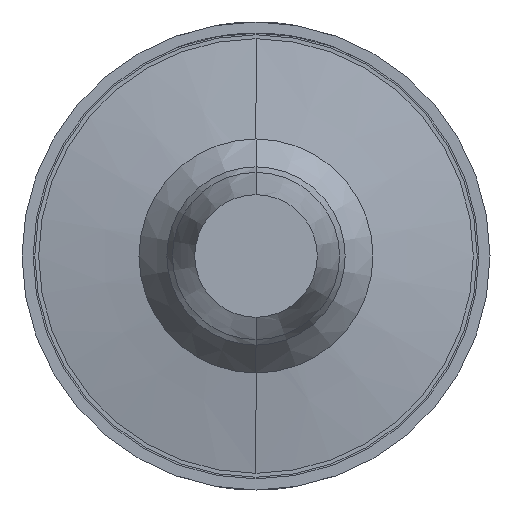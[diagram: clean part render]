
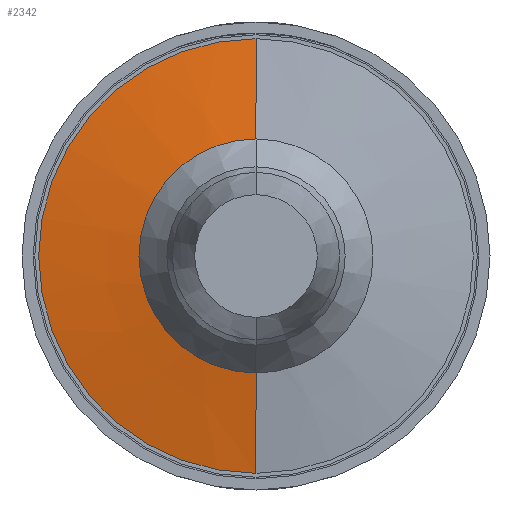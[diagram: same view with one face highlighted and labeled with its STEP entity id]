
A CAD part, front view. The second image highlights one B-rep face of the part: STEP entity #2342.
In plain terms, the highlighted conical face has half-angle 80.134 degrees and reference radius 0.8 mm.
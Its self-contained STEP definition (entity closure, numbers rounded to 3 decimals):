
#141 = CIRCLE ( 'NONE', #6496, 0.8 ) ;
#195 = CARTESIAN_POINT ( 'NONE',  ( 0., -41.6, -0.8 ) ) ;
#245 = ORIENTED_EDGE ( 'NONE', *, *, #5527, .T. ) ;
#715 = DIRECTION ( 'NONE',  ( 0., -1., 0. ) ) ;
#814 = DIRECTION ( 'NONE',  ( 0., -1., 0. ) ) ;
#1207 = VECTOR ( 'NONE', #6070, 1000. ) ;
#1368 = EDGE_CURVE ( 'Defeature ausgef�hrt1_23+Defeature ausgef�hrt1_22+Defeature ausgef�hrt1_22+Defeature ausgef�hrt1_22', #5767, #2294, #4210, .T. ) ;
#1445 = ORIENTED_EDGE ( 'NONE', *, *, #3915, .F. ) ;
#1752 = ORIENTED_EDGE ( 'NONE', *, *, #4670, .F. ) ;
#2163 = DIRECTION ( 'NONE',  ( 0., 0.171, -0.985 ) ) ;
#2225 = FACE_OUTER_BOUND ( 'NONE', #4719, .T. ) ;
#2289 = DIRECTION ( 'NONE',  ( 0., 0., 1. ) ) ;
#2294 = VERTEX_POINT ( 'NONE', #4474 ) ;
#2322 = ORIENTED_EDGE ( 'NONE', *, *, #1368, .T. ) ;
#2329 = DIRECTION ( 'NONE',  ( 0., 0., -1. ) ) ;
#2342 = ADVANCED_FACE ( 'Defeature ausgef�hrt1_23', ( #2225 ), #5679, .T. ) ;
#2643 = AXIS2_PLACEMENT_3D ( 'NONE', #3408, #715, #2289 ) ;
#2659 = VECTOR ( 'NONE', #2163, 1000. ) ;
#3365 = AXIS2_PLACEMENT_3D ( 'NONE', #5597, #3978, #2329 ) ;
#3408 = CARTESIAN_POINT ( 'NONE',  ( 0., -41.4, 0. ) ) ;
#3811 = CARTESIAN_POINT ( 'NONE',  ( 0., -41.4, 1.95 ) ) ;
#3915 = EDGE_CURVE ( 'Defeature ausgef�hrt1_24+Defeature ausgef�hrt1_23+Defeature ausgef�hrt1_23+Defeature ausgef�hrt1_23', #6038, #5850, #141, .T. ) ;
#3978 = DIRECTION ( 'NONE',  ( 0., 1., 0. ) ) ;
#4210 = CIRCLE ( 'NONE', #2643, 1.95 ) ;
#4225 = CARTESIAN_POINT ( 'NONE',  ( 0., -41.6, -0.8 ) ) ;
#4474 = CARTESIAN_POINT ( 'NONE',  ( 0., -41.4, -1.95 ) ) ;
#4670 = EDGE_CURVE ( 'NONE', #5850, #2294, #5506, .T. ) ;
#4719 = EDGE_LOOP ( 'NONE', ( #1445, #245, #2322, #1752 ) ) ;
#5506 = LINE ( 'NONE', #4225, #2659 ) ;
#5527 = EDGE_CURVE ( 'NONE', #6038, #5767, #5900, .T. ) ;
#5567 = CARTESIAN_POINT ( 'NONE',  ( 0., -41.6, 0.8 ) ) ;
#5597 = CARTESIAN_POINT ( 'NONE',  ( 0., -41.6, 0. ) ) ;
#5679 = CONICAL_SURFACE ( 'NONE', #3365, 0.8, 1.399 ) ;
#5767 = VERTEX_POINT ( 'NONE', #3811 ) ;
#5850 = VERTEX_POINT ( 'NONE', #195 ) ;
#5900 = LINE ( 'NONE', #6102, #1207 ) ;
#6038 = VERTEX_POINT ( 'NONE', #5567 ) ;
#6070 = DIRECTION ( 'NONE',  ( 0., 0.171, 0.985 ) ) ;
#6102 = CARTESIAN_POINT ( 'NONE',  ( 0., -41.6, 0.8 ) ) ;
#6496 = AXIS2_PLACEMENT_3D ( 'NONE', #6713, #814, #6664 ) ;
#6664 = DIRECTION ( 'NONE',  ( 0., 0., 1. ) ) ;
#6713 = CARTESIAN_POINT ( 'NONE',  ( 0., -41.6, 0. ) ) ;
